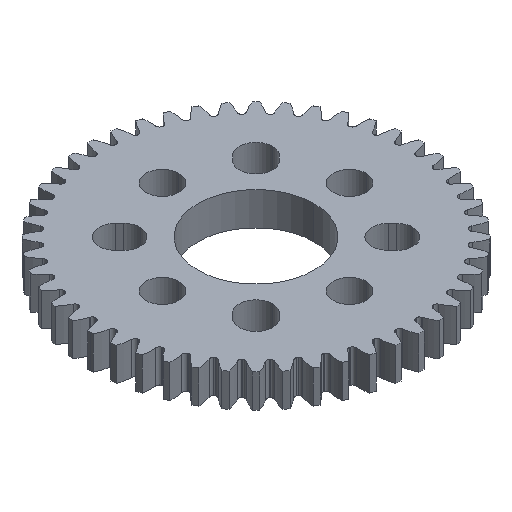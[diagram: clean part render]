
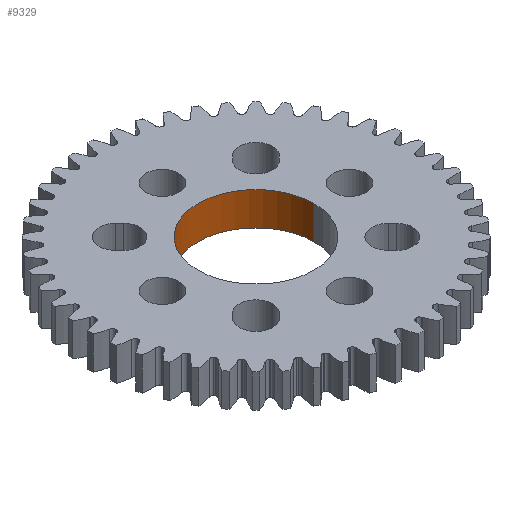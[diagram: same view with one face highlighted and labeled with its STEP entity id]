
A CAD part, isometric view. The second image highlights one B-rep face of the part: STEP entity #9329.
In plain terms, the highlighted cylindrical face has radius 7 mm (diameter 14 mm), a partial arc.
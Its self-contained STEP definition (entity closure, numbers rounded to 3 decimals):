
#590 = VECTOR ( 'NONE', #4942, 1000. ) ;
#756 = EDGE_CURVE ( 'NONE', #13533, #17373, #6412, .T. ) ;
#1151 = DIRECTION ( 'NONE',  ( 0., 0., 1. ) ) ;
#2564 = CARTESIAN_POINT ( 'NONE',  ( 0., 0., 0. ) ) ;
#2784 = AXIS2_PLACEMENT_3D ( 'NONE', #12674, #15670, #3265 ) ;
#3265 = DIRECTION ( 'NONE',  ( 1., 0., 0. ) ) ;
#3937 = ORIENTED_EDGE ( 'NONE', *, *, #7679, .F. ) ;
#4227 = ORIENTED_EDGE ( 'NONE', *, *, #756, .T. ) ;
#4942 = DIRECTION ( 'NONE',  ( 0., 0., 1. ) ) ;
#5498 = CARTESIAN_POINT ( 'NONE',  ( -7., 0., 0. ) ) ;
#5957 = CYLINDRICAL_SURFACE ( 'NONE', #2784, 7. ) ;
#6412 = CIRCLE ( 'NONE', #10757, 7. ) ;
#7384 = VERTEX_POINT ( 'NONE', #19814 ) ;
#7679 = EDGE_CURVE ( 'NONE', #7384, #10454, #17908, .T. ) ;
#7900 = DIRECTION ( 'NONE',  ( 0., 0., 1. ) ) ;
#8168 = VECTOR ( 'NONE', #7900, 1000. ) ;
#8619 = EDGE_CURVE ( 'NONE', #7384, #13533, #12315, .T. ) ;
#8780 = DIRECTION ( 'NONE',  ( 0., 0., 1. ) ) ;
#9329 = ADVANCED_FACE ( 'NONE', ( #13748 ), #5957, .F. ) ;
#9830 = AXIS2_PLACEMENT_3D ( 'NONE', #2564, #1151, #19595 ) ;
#10454 = VERTEX_POINT ( 'NONE', #5498 ) ;
#10757 = AXIS2_PLACEMENT_3D ( 'NONE', #18113, #8780, #19683 ) ;
#12238 = CARTESIAN_POINT ( 'NONE',  ( -7., 0., 4. ) ) ;
#12315 = LINE ( 'NONE', #12746, #8168 ) ;
#12674 = CARTESIAN_POINT ( 'NONE',  ( 0., 0., 0. ) ) ;
#12746 = CARTESIAN_POINT ( 'NONE',  ( 7., 0., 0. ) ) ;
#12821 = CARTESIAN_POINT ( 'NONE',  ( 7., 0., 4. ) ) ;
#13533 = VERTEX_POINT ( 'NONE', #12821 ) ;
#13710 = EDGE_LOOP ( 'NONE', ( #14016, #3937, #19648, #4227 ) ) ;
#13748 = FACE_OUTER_BOUND ( 'NONE', #13710, .T. ) ;
#13902 = EDGE_CURVE ( 'NONE', #10454, #17373, #16653, .T. ) ;
#14016 = ORIENTED_EDGE ( 'NONE', *, *, #13902, .F. ) ;
#15670 = DIRECTION ( 'NONE',  ( 0., 0., 1. ) ) ;
#16653 = LINE ( 'NONE', #17379, #590 ) ;
#17373 = VERTEX_POINT ( 'NONE', #12238 ) ;
#17379 = CARTESIAN_POINT ( 'NONE',  ( -7., 0., 0. ) ) ;
#17908 = CIRCLE ( 'NONE', #9830, 7. ) ;
#18113 = CARTESIAN_POINT ( 'NONE',  ( 0., 0., 4. ) ) ;
#19595 = DIRECTION ( 'NONE',  ( 1., 0., 0. ) ) ;
#19648 = ORIENTED_EDGE ( 'NONE', *, *, #8619, .T. ) ;
#19683 = DIRECTION ( 'NONE',  ( 1., 0., 0. ) ) ;
#19814 = CARTESIAN_POINT ( 'NONE',  ( 7., 0., 0. ) ) ;
